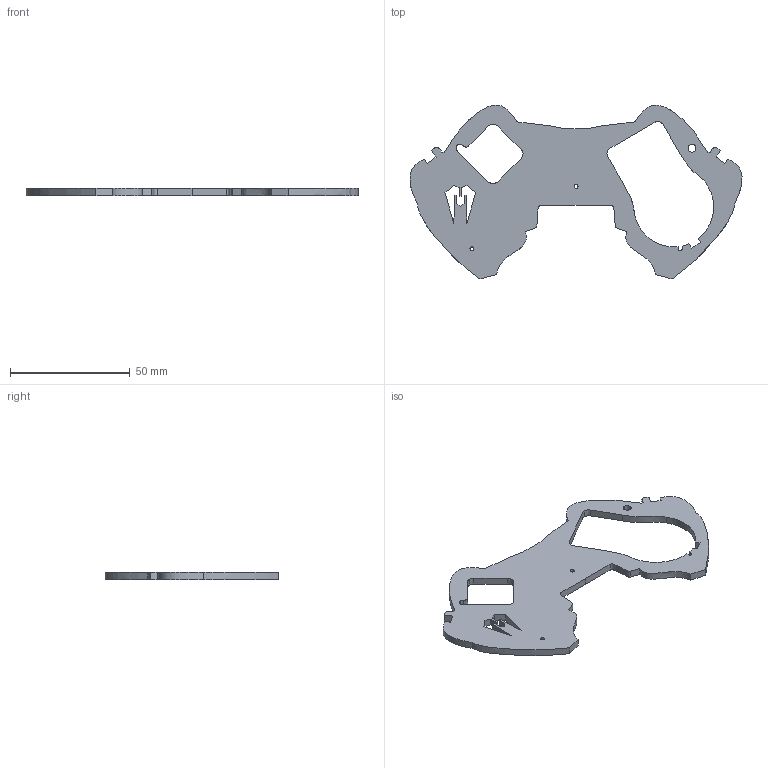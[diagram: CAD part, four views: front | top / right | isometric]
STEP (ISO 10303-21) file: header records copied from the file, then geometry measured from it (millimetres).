
FILE_DESCRIPTION(('FreeCAD Model'),'2;1');
FILE_NAME('Open CASCADE Shape Model','2023-07-21T00:51:23',(''),(''), 'Open CASCADE STEP processor 7.6','FreeCAD','Unknown');
FILE_SCHEMA(('AUTOMOTIVE_DESIGN { 1 0 10303 214 1 1 1 1 }'));
Length unit declared in the file: millimetre
Products named in the file (1): Cut
Bounding box: 138.86 x 72.71 x 3 mm (x, y, z)
Volume: 13423.1 mm3; surface area: 11206.7 mm2
Topology: 1 solids, 1 shells, 102 faces, 300 edges, 200 vertices
Faces by surface type: extrusion 100, bspline 2
Entity records: 12804 total; most frequent: CARTESIAN_POINT 7799, B_SPLINE_CURVE_WITH_KNOTS 624, ORIENTED_EDGE 604, PCURVE 600, DEFINITIONAL_REPRESENTATION 600, DIRECTION 474, VECTOR 472, LINE 372
